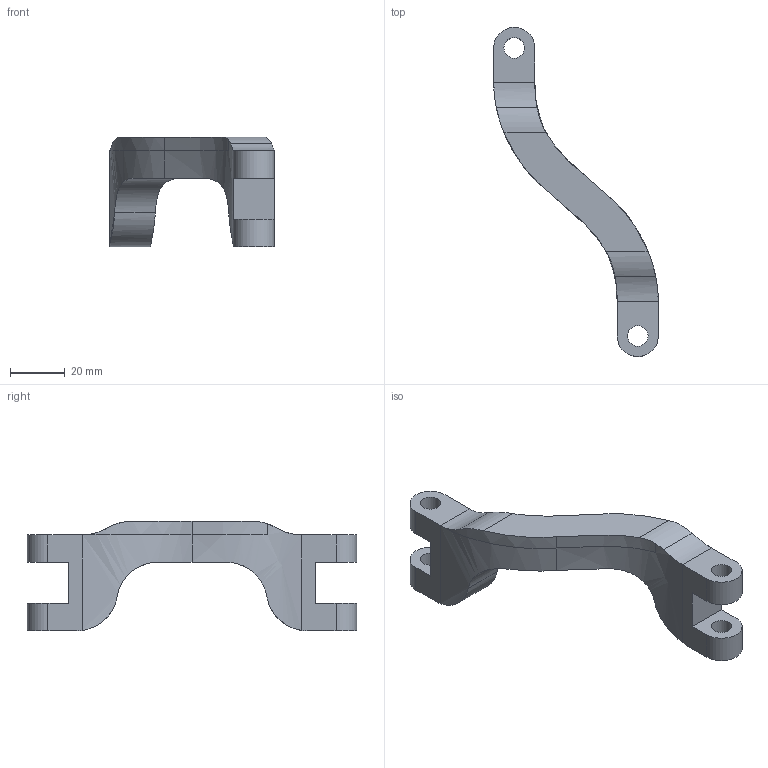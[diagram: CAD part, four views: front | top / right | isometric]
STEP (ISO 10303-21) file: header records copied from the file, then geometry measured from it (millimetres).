
FILE_DESCRIPTION(/* description */ (''),/* implementation_level */ '2;1');
FILE_NAME(/* name */ 'oldleg v4.stp',/* time_stamp */ '2022-06-18T23:08:51+02:00',/* author */ (''),/* organization */ (''),/* preprocessor_version */ 'ST-DEVELOPER v19',/* originating_system */ 'Autodesk Translation Framework v11.7.0.108',/* authorisation */ '');
FILE_SCHEMA (('AUTOMOTIVE_DESIGN { 1 0 10303 214 3 1 1 }'));
Length unit declared in the file: millimetre
Products named in the file (1): _old_leg
Bounding box: 60 x 120 x 40 mm (x, y, z)
Volume: 39467 mm3; surface area: 12212.3 mm2
Topology: 1 solids, 1 shells, 40 faces, 114 edges, 76 vertices
Faces by surface type: cylinder 16, plane 16, bspline 8
Full cylindrical faces by diameter (mm): 7.5 x4
Entity records: 1663 total; most frequent: CARTESIAN_POINT 665, ORIENTED_EDGE 228, DIRECTION 164, EDGE_CURVE 114, VERTEX_POINT 76, LINE 58, VECTOR 58, AXIS2_PLACEMENT_3D 53
